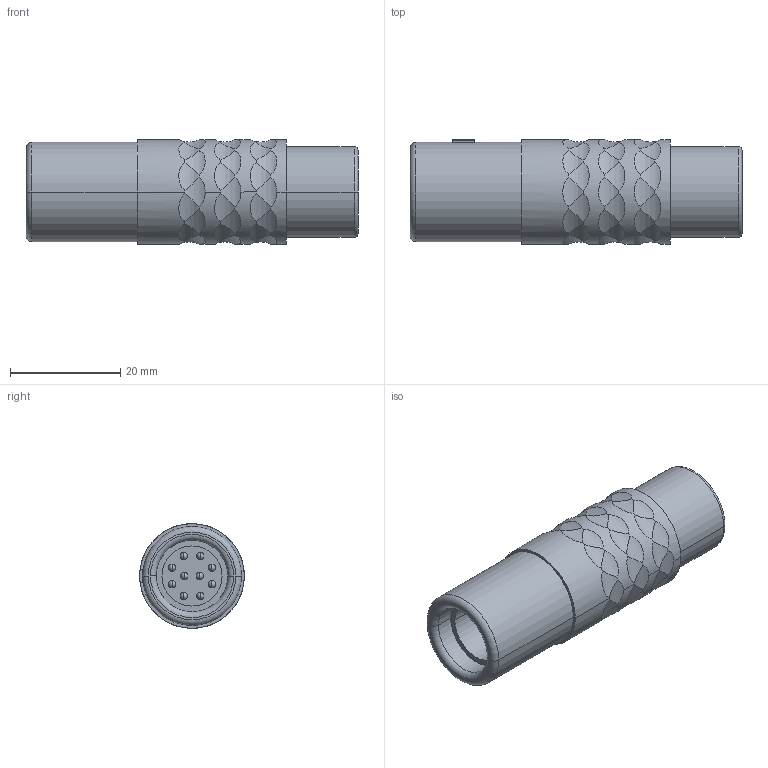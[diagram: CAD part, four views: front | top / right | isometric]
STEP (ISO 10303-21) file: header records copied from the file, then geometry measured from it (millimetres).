
FILE_DESCRIPTION((''),'2;1');
FILE_NAME('S13K0C-P10M','2013-02-05T',('RTrager'),(''),'PRO/ENGINEER BY PARAMETRIC TECHNOLOGY CORPORATION, 2010330','PRO/ENGINEER BY PARAMETRIC TECHNOLOGY CORPORATION, 2010330','');
FILE_SCHEMA(('CONFIG_CONTROL_DESIGN'));
Length unit declared in the file: millimetre
Products named in the file (1): S13K0C-P10M
Bounding box: 60.3 x 19 x 19 mm (x, y, z)
Volume: 10829.6 mm3; surface area: 6074.4 mm2
Topology: 1 solids, 1 shells, 250 faces, 663 edges, 422 vertices
Faces by surface type: cylinder 165, plane 40, sphere 20, torus 16, bspline 9
Entity records: 10955 total; most frequent: CARTESIAN_POINT 5119, ORIENTED_EDGE 1286, DIRECTION 1107, EDGE_CURVE 643, AXIS2_PLACEMENT_3D 472, VERTEX_POINT 422, EDGE_LOOP 277, FACE_OUTER_BOUND 250
